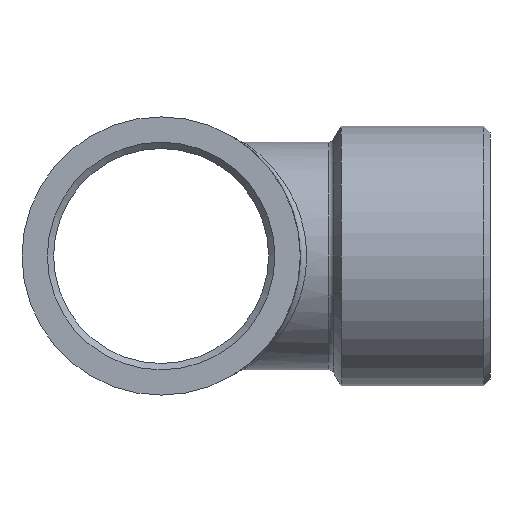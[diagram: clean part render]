
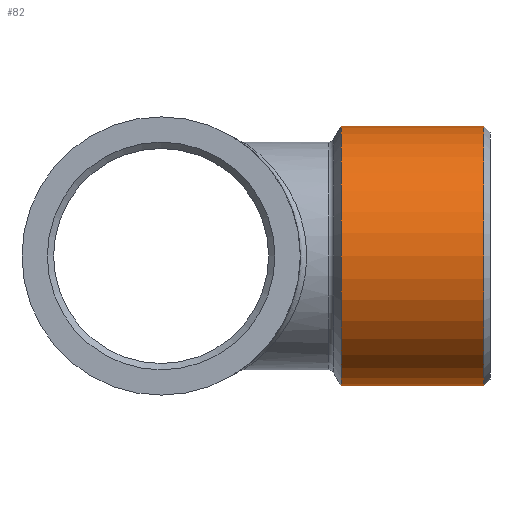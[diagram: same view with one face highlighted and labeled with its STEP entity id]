
A CAD part, front view. The second image highlights one B-rep face of the part: STEP entity #82.
In plain terms, the highlighted cylindrical face has radius 10.25 mm (diameter 20.5 mm), a full revolution.
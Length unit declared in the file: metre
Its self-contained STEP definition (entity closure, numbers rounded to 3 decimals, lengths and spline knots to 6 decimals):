
#82 = ADVANCED_FACE( 'NONE', ( #178, #179 ), #180, .T. );
#178 = FACE_OUTER_BOUND( '', #427, .T. );
#179 = FACE_OUTER_BOUND( '', #428, .T. );
#180 = CYLINDRICAL_SURFACE( '', #429, 0.01025 );
#427 = EDGE_LOOP( '', ( #704 ) );
#428 = EDGE_LOOP( '', ( #705 ) );
#429 = AXIS2_PLACEMENT_3D( '', #706, #707, #708 );
#704 = ORIENTED_EDGE( '', *, *, #751, .T. );
#705 = ORIENTED_EDGE( '', *, *, #731, .T. );
#706 = CARTESIAN_POINT( '', ( -0.001384, 0., 0. ) );
#707 = DIRECTION( '', ( 1., 0., 0. ) );
#708 = DIRECTION( '', ( 0., 0., 1. ) );
#731 = EDGE_CURVE( 'NONE', #784, #784, #785, .T. );
#751 = EDGE_CURVE( 'NONE', #816, #816, #817, .T. );
#784 = VERTEX_POINT( '', #864 );
#785 = CIRCLE( '', #865, 0.01025 );
#816 = VERTEX_POINT( '', #980 );
#817 = CIRCLE( '', #981, 0.01025 );
#864 = CARTESIAN_POINT( '', ( 0.0255, 0., 0.01025 ) );
#865 = AXIS2_PLACEMENT_3D( '', #1196, #1197, #1198 );
#980 = CARTESIAN_POINT( '', ( 0.014222, 0., -0.01025 ) );
#981 = AXIS2_PLACEMENT_3D( '', #1226, #1227, #1228 );
#1196 = CARTESIAN_POINT( '', ( 0.0255, 0., 0. ) );
#1197 = DIRECTION( '', ( -1., 0., 0. ) );
#1198 = DIRECTION( '', ( 0., 0., 1. ) );
#1226 = CARTESIAN_POINT( '', ( 0.014222, 0., 0. ) );
#1227 = DIRECTION( '', ( 1., 0., 0. ) );
#1228 = DIRECTION( '', ( 0., 0., -1. ) );
